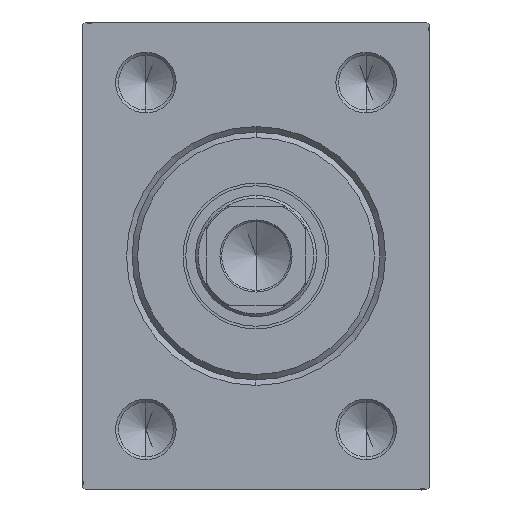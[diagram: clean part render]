
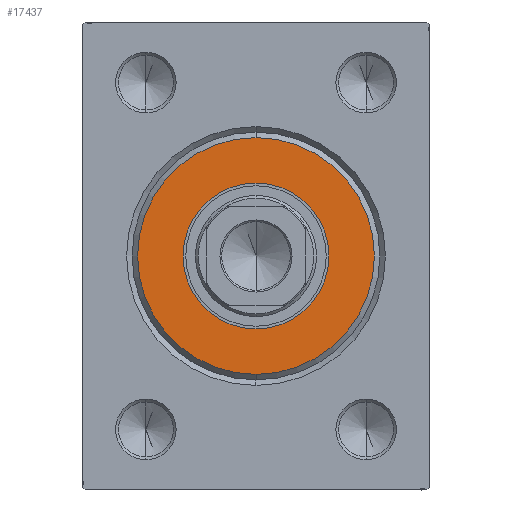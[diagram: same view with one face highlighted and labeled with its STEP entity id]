
A CAD part, left-side view. The second image highlights one B-rep face of the part: STEP entity #17437.
In plain terms, the highlighted face is planar.
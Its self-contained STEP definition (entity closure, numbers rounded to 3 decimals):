
#428 = EDGE_CURVE ( 'NONE', #8757, #23240, #3217, .T. ) ;
#639 = ORIENTED_EDGE ( 'NONE', *, *, #24117, .F. ) ;
#1342 = ORIENTED_EDGE ( 'NONE', *, *, #16272, .T. ) ;
#2382 = DIRECTION ( 'NONE',  ( 1., 0., 0. ) ) ;
#3217 = CIRCLE ( 'NONE', #23449, 13.25 ) ;
#3632 = AXIS2_PLACEMENT_3D ( 'NONE', #4742, #9710, #13553 ) ;
#4742 = CARTESIAN_POINT ( 'NONE',  ( 3., 0., 0. ) ) ;
#7084 = EDGE_CURVE ( 'NONE', #42682, #23024, #34450, .T. ) ;
#8757 = VERTEX_POINT ( 'NONE', #38289 ) ;
#9547 = DIRECTION ( 'NONE',  ( 1., 0., 0. ) ) ;
#9710 = DIRECTION ( 'NONE',  ( 1., 0., 0. ) ) ;
#10425 = CARTESIAN_POINT ( 'NONE',  ( 3., 0., 0. ) ) ;
#10871 = CARTESIAN_POINT ( 'NONE',  ( 3., 0., 21.5 ) ) ;
#12076 = AXIS2_PLACEMENT_3D ( 'NONE', #10425, #42088, #14263 ) ;
#12940 = PLANE ( 'NONE',  #15030 ) ;
#13553 = DIRECTION ( 'NONE',  ( 0., 0., -1. ) ) ;
#14263 = DIRECTION ( 'NONE',  ( 0., 0., -1. ) ) ;
#14471 = CIRCLE ( 'NONE', #3632, 13.25 ) ;
#14943 = DIRECTION ( 'NONE',  ( 1., 0., 0. ) ) ;
#15030 = AXIS2_PLACEMENT_3D ( 'NONE', #40542, #9547, #35532 ) ;
#16199 = DIRECTION ( 'NONE',  ( 0., 0., -1. ) ) ;
#16272 = EDGE_CURVE ( 'NONE', #23024, #42682, #24588, .T. ) ;
#17360 = CARTESIAN_POINT ( 'NONE',  ( 3., 0., -21.5 ) ) ;
#17437 = ADVANCED_FACE ( 'NONE', ( #37806, #41422 ), #12940, .T. ) ;
#21960 = CARTESIAN_POINT ( 'NONE',  ( 3., 0., 0. ) ) ;
#23024 = VERTEX_POINT ( 'NONE', #10871 ) ;
#23240 = VERTEX_POINT ( 'NONE', #34734 ) ;
#23449 = AXIS2_PLACEMENT_3D ( 'NONE', #30440, #2382, #16199 ) ;
#23883 = EDGE_LOOP ( 'NONE', ( #1342, #37235 ) ) ;
#24117 = EDGE_CURVE ( 'NONE', #23240, #8757, #14471, .T. ) ;
#24588 = CIRCLE ( 'NONE', #42635, 21.5 ) ;
#26488 = ORIENTED_EDGE ( 'NONE', *, *, #428, .F. ) ;
#30440 = CARTESIAN_POINT ( 'NONE',  ( 3., 0., 0. ) ) ;
#34450 = CIRCLE ( 'NONE', #12076, 21.5 ) ;
#34734 = CARTESIAN_POINT ( 'NONE',  ( 3., 0., -13.25 ) ) ;
#35532 = DIRECTION ( 'NONE',  ( 0., 0., -1. ) ) ;
#37235 = ORIENTED_EDGE ( 'NONE', *, *, #7084, .T. ) ;
#37806 = FACE_OUTER_BOUND ( 'NONE', #23883, .T. ) ;
#38289 = CARTESIAN_POINT ( 'NONE',  ( 3., 0., 13.25 ) ) ;
#40542 = CARTESIAN_POINT ( 'NONE',  ( 3., 0., 0. ) ) ;
#41422 = FACE_BOUND ( 'NONE', #44745, .T. ) ;
#42088 = DIRECTION ( 'NONE',  ( 1., 0., 0. ) ) ;
#42541 = DIRECTION ( 'NONE',  ( 0., 0., -1. ) ) ;
#42635 = AXIS2_PLACEMENT_3D ( 'NONE', #21960, #14943, #42541 ) ;
#42682 = VERTEX_POINT ( 'NONE', #17360 ) ;
#44745 = EDGE_LOOP ( 'NONE', ( #639, #26488 ) ) ;
